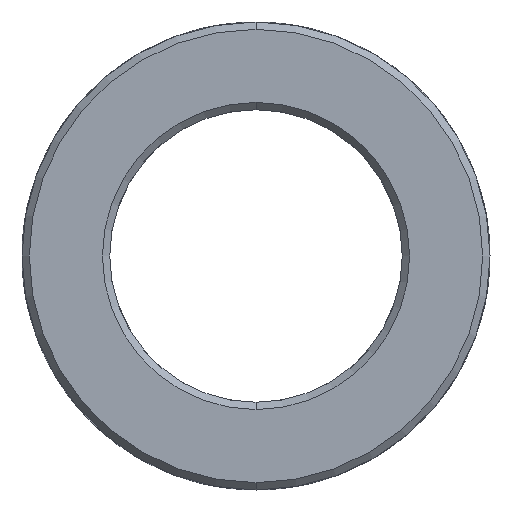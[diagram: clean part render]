
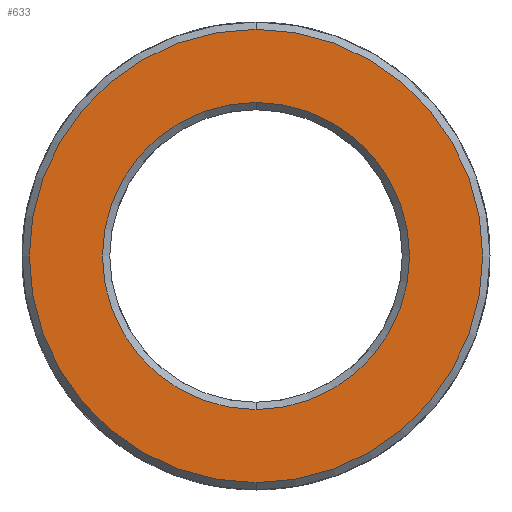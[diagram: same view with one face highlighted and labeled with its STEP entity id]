
A CAD part, front view. The second image highlights one B-rep face of the part: STEP entity #633.
In plain terms, the highlighted planar face has unit normal (0, -1, 0).
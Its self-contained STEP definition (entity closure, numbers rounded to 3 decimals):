
#72 = VERTEX_POINT ( 'NONE', #765 ) ;
#116 = DIRECTION ( 'NONE',  ( 0., 1., 0. ) ) ;
#163 = CIRCLE ( 'NONE', #1095, 5.25 ) ;
#223 = FACE_OUTER_BOUND ( 'NONE', #484, .T. ) ;
#239 = PLANE ( 'NONE',  #456 ) ;
#260 = CARTESIAN_POINT ( 'NONE',  ( 0., -12.5, 0. ) ) ;
#314 = ORIENTED_EDGE ( 'NONE', *, *, #724, .T. ) ;
#382 = VERTEX_POINT ( 'NONE', #1291 ) ;
#402 = DIRECTION ( 'NONE',  ( 0., -1., 0. ) ) ;
#407 = EDGE_CURVE ( 'NONE', #382, #1213, #606, .T. ) ;
#456 = AXIS2_PLACEMENT_3D ( 'NONE', #475, #1561, #713 ) ;
#475 = CARTESIAN_POINT ( 'NONE',  ( 0., -12.5, 0. ) ) ;
#484 = EDGE_LOOP ( 'NONE', ( #314, #953 ) ) ;
#507 = DIRECTION ( 'NONE',  ( 0., -1., 0. ) ) ;
#524 = EDGE_CURVE ( 'NONE', #1187, #72, #586, .T. ) ;
#544 = CARTESIAN_POINT ( 'NONE',  ( 0., -12.5, 0. ) ) ;
#557 = AXIS2_PLACEMENT_3D ( 'NONE', #1501, #402, #1390 ) ;
#580 = CARTESIAN_POINT ( 'NONE',  ( 0., -12.5, -7.75 ) ) ;
#586 = CIRCLE ( 'NONE', #557, 7.75 ) ;
#606 = CIRCLE ( 'NONE', #1523, 5.25 ) ;
#615 = DIRECTION ( 'NONE',  ( 0., 0., 1. ) ) ;
#633 = ADVANCED_FACE ( 'NONE', ( #1223, #223 ), #239, .F. ) ;
#663 = ORIENTED_EDGE ( 'NONE', *, *, #926, .T. ) ;
#713 = DIRECTION ( 'NONE',  ( 0., 0., 1. ) ) ;
#714 = CIRCLE ( 'NONE', #988, 7.75 ) ;
#724 = EDGE_CURVE ( 'NONE', #72, #1187, #714, .T. ) ;
#733 = ORIENTED_EDGE ( 'NONE', *, *, #407, .T. ) ;
#765 = CARTESIAN_POINT ( 'NONE',  ( 0., -12.5, 7.75 ) ) ;
#925 = EDGE_LOOP ( 'NONE', ( #663, #733 ) ) ;
#926 = EDGE_CURVE ( 'NONE', #1213, #382, #163, .T. ) ;
#953 = ORIENTED_EDGE ( 'NONE', *, *, #524, .T. ) ;
#988 = AXIS2_PLACEMENT_3D ( 'NONE', #1255, #507, #615 ) ;
#1031 = DIRECTION ( 'NONE',  ( 0., 1., 0. ) ) ;
#1073 = DIRECTION ( 'NONE',  ( 0., 0., 1. ) ) ;
#1095 = AXIS2_PLACEMENT_3D ( 'NONE', #260, #116, #1372 ) ;
#1167 = CARTESIAN_POINT ( 'NONE',  ( 0., -12.5, -5.25 ) ) ;
#1187 = VERTEX_POINT ( 'NONE', #580 ) ;
#1213 = VERTEX_POINT ( 'NONE', #1167 ) ;
#1223 = FACE_BOUND ( 'NONE', #925, .T. ) ;
#1255 = CARTESIAN_POINT ( 'NONE',  ( 0., -12.5, 0. ) ) ;
#1291 = CARTESIAN_POINT ( 'NONE',  ( 0., -12.5, 5.25 ) ) ;
#1372 = DIRECTION ( 'NONE',  ( 0., 0., 1. ) ) ;
#1390 = DIRECTION ( 'NONE',  ( 0., 0., 1. ) ) ;
#1501 = CARTESIAN_POINT ( 'NONE',  ( 0., -12.5, 0. ) ) ;
#1523 = AXIS2_PLACEMENT_3D ( 'NONE', #544, #1031, #1073 ) ;
#1561 = DIRECTION ( 'NONE',  ( 0., 1., 0. ) ) ;
